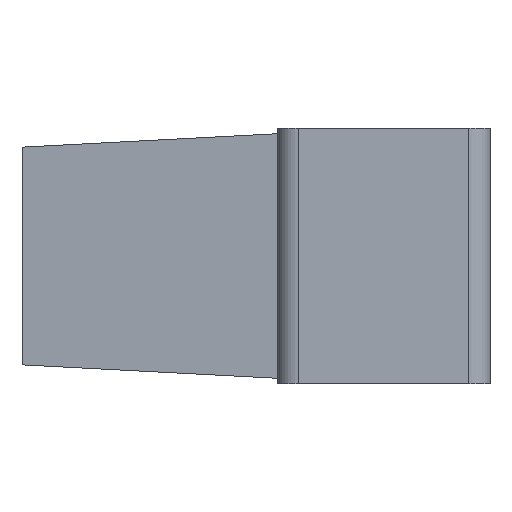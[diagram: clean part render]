
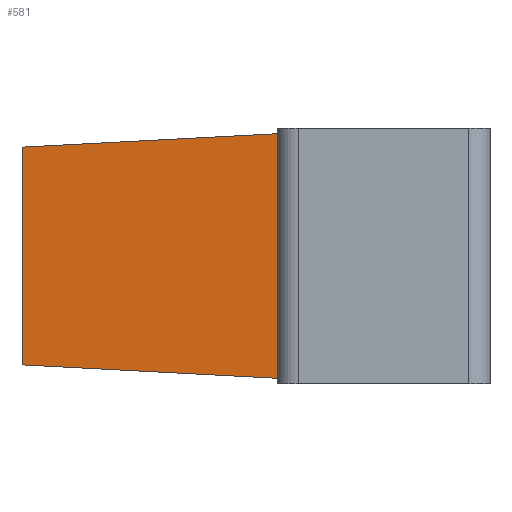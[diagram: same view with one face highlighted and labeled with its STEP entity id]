
A CAD part, left-side view. The second image highlights one B-rep face of the part: STEP entity #581.
In plain terms, the highlighted planar face has unit normal (-0.999, 0.052, 0).
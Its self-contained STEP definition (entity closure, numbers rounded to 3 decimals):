
#11 = LINE ( 'NONE', #1898, #2247 ) ;
#151 = CARTESIAN_POINT ( 'NONE',  ( -0.547, 0.257, 0.587 ) ) ;
#200 = LINE ( 'NONE', #301, #1318 ) ;
#301 = CARTESIAN_POINT ( 'NONE',  ( -0.516, 0.85, 0. ) ) ;
#521 = CARTESIAN_POINT ( 'NONE',  ( -0.55, 0.2, 0.01 ) ) ;
#548 = DIRECTION ( 'NONE',  ( 0., 0., 1. ) ) ;
#581 = ADVANCED_FACE ( 'NONE', ( #2782 ), #1469, .T. ) ;
#791 = VECTOR ( 'NONE', #1483, 1000. ) ;
#1094 = LINE ( 'NONE', #2081, #791 ) ;
#1098 = ORIENTED_EDGE ( 'NONE', *, *, #1324, .T. ) ;
#1154 = DIRECTION ( 'NONE',  ( -0.999, 0.052, 0. ) ) ;
#1318 = VECTOR ( 'NONE', #548, 1000. ) ;
#1324 = EDGE_CURVE ( 'NONE', #2620, #3094, #11, .T. ) ;
#1332 = CARTESIAN_POINT ( 'NONE',  ( -0.516, 0.85, 0.044 ) ) ;
#1334 = VERTEX_POINT ( 'NONE', #1332 ) ;
#1465 = DIRECTION ( 'NONE',  ( -0.052, -0.997, 0.052 ) ) ;
#1469 = PLANE ( 'NONE',  #2880 ) ;
#1483 = DIRECTION ( 'NONE',  ( -0.052, -0.997, -0.052 ) ) ;
#1684 = DIRECTION ( 'NONE',  ( 0., 0., 1. ) ) ;
#1765 = DIRECTION ( 'NONE',  ( -0.052, -0.999, 0. ) ) ;
#1814 = ORIENTED_EDGE ( 'NONE', *, *, #2616, .F. ) ;
#1898 = CARTESIAN_POINT ( 'NONE',  ( -0.55, 0.2, 0.01 ) ) ;
#1983 = EDGE_CURVE ( 'NONE', #1334, #2132, #200, .T. ) ;
#2081 = CARTESIAN_POINT ( 'NONE',  ( -0.55, 0.2, 0.01 ) ) ;
#2103 = CARTESIAN_POINT ( 'NONE',  ( -0.55, 0.2, 0.01 ) ) ;
#2132 = VERTEX_POINT ( 'NONE', #2655 ) ;
#2247 = VECTOR ( 'NONE', #1684, 1000. ) ;
#2307 = ORIENTED_EDGE ( 'NONE', *, *, #2588, .T. ) ;
#2588 = EDGE_CURVE ( 'NONE', #1334, #2620, #1094, .T. ) ;
#2616 = EDGE_CURVE ( 'NONE', #2132, #3094, #4004, .T. ) ;
#2620 = VERTEX_POINT ( 'NONE', #521 ) ;
#2655 = CARTESIAN_POINT ( 'NONE',  ( -0.516, 0.85, 0.556 ) ) ;
#2782 = FACE_OUTER_BOUND ( 'NONE', #2864, .T. ) ;
#2864 = EDGE_LOOP ( 'NONE', ( #1098, #1814, #4071, #2307 ) ) ;
#2880 = AXIS2_PLACEMENT_3D ( 'NONE', #2103, #1154, #1765 ) ;
#3061 = VECTOR ( 'NONE', #1465, 1000. ) ;
#3094 = VERTEX_POINT ( 'NONE', #3230 ) ;
#3230 = CARTESIAN_POINT ( 'NONE',  ( -0.55, 0.2, 0.59 ) ) ;
#4004 = LINE ( 'NONE', #151, #3061 ) ;
#4071 = ORIENTED_EDGE ( 'NONE', *, *, #1983, .F. ) ;
